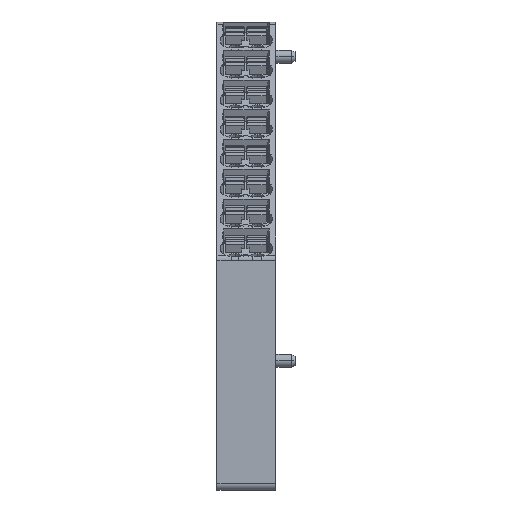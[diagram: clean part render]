
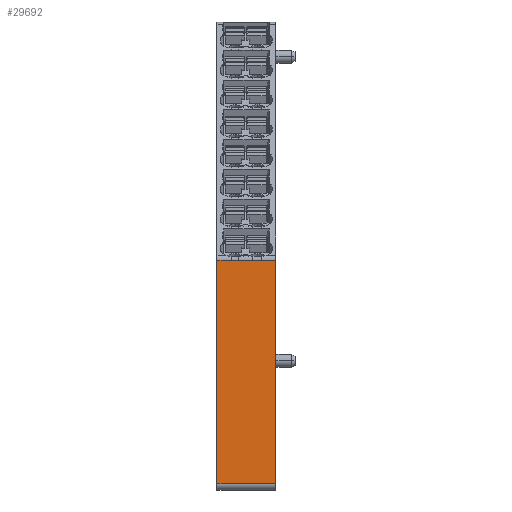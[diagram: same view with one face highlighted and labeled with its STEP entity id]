
A CAD part, front view. The second image highlights one B-rep face of the part: STEP entity #29692.
In plain terms, the highlighted planar face has unit normal (0, -1, 0).
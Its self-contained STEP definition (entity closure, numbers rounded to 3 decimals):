
#29665=AXIS2_PLACEMENT_3D('Plane Axis2P3D',#29662,#29663,#29664) ;
#29577=CARTESIAN_POINT('Vertex',(0.,0.,35.897)) ;
#29580=CARTESIAN_POINT('Line Origine',(4.6,0.,35.897)) ;
#29584=CARTESIAN_POINT('Vertex',(9.2,0.,35.897)) ;
#29662=CARTESIAN_POINT('Axis2P3D Location',(0.,0.,36.4)) ;
#29667=CARTESIAN_POINT('Line Origine',(0.,0.,18.449)) ;
#29671=CARTESIAN_POINT('Vertex',(0.,0.,1.)) ;
#29674=CARTESIAN_POINT('Line Origine',(4.6,0.,1.)) ;
#29678=CARTESIAN_POINT('Vertex',(9.2,0.,1.)) ;
#29681=CARTESIAN_POINT('Line Origine',(9.2,0.,18.449)) ;
#29581=DIRECTION('Vector Direction',(-1.,0.,0.)) ;
#29663=DIRECTION('Axis2P3D Direction',(0.,-1.,0.)) ;
#29664=DIRECTION('Axis2P3D XDirection',(0.,0.,-1.)) ;
#29668=DIRECTION('Vector Direction',(0.,0.,-1.)) ;
#29675=DIRECTION('Vector Direction',(1.,0.,0.)) ;
#29682=DIRECTION('Vector Direction',(0.,0.,-1.)) ;
#29582=VECTOR('Line Direction',#29581,1.) ;
#29669=VECTOR('Line Direction',#29668,1.) ;
#29676=VECTOR('Line Direction',#29675,1.) ;
#29683=VECTOR('Line Direction',#29682,1.) ;
#29687=ORIENTED_EDGE('',*,*,#29673,.F.) ;
#29688=ORIENTED_EDGE('',*,*,#29680,.T.) ;
#29689=ORIENTED_EDGE('',*,*,#29685,.T.) ;
#29690=ORIENTED_EDGE('',*,*,#29586,.F.) ;
#29692=ADVANCED_FACE('KLTR_PRV8-35X15',(#29691),#29666,.T.) ;
#29586=EDGE_CURVE('',#29578,#29585,#29583,.F.) ;
#29673=EDGE_CURVE('',#29672,#29578,#29670,.F.) ;
#29680=EDGE_CURVE('',#29672,#29679,#29677,.T.) ;
#29685=EDGE_CURVE('',#29679,#29585,#29684,.F.) ;
#29686=EDGE_LOOP('',(#29687,#29688,#29689,#29690)) ;
#29691=FACE_OUTER_BOUND('',#29686,.T.) ;
#29583=LINE('Line',#29580,#29582) ;
#29670=LINE('Line',#29667,#29669) ;
#29677=LINE('Line',#29674,#29676) ;
#29684=LINE('Line',#29681,#29683) ;
#29666=PLANE('',#29665) ;
#29578=VERTEX_POINT('',#29577) ;
#29585=VERTEX_POINT('',#29584) ;
#29672=VERTEX_POINT('',#29671) ;
#29679=VERTEX_POINT('',#29678) ;
